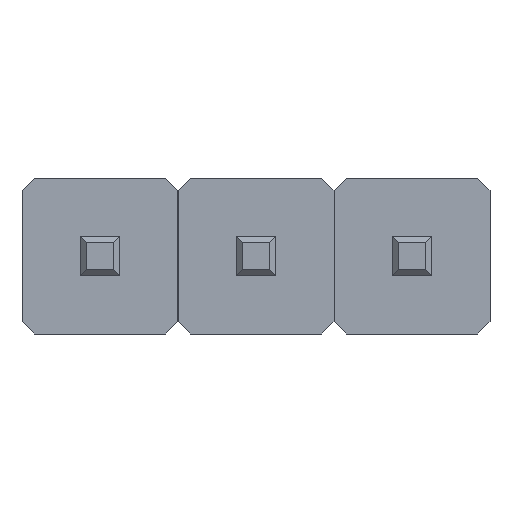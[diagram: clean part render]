
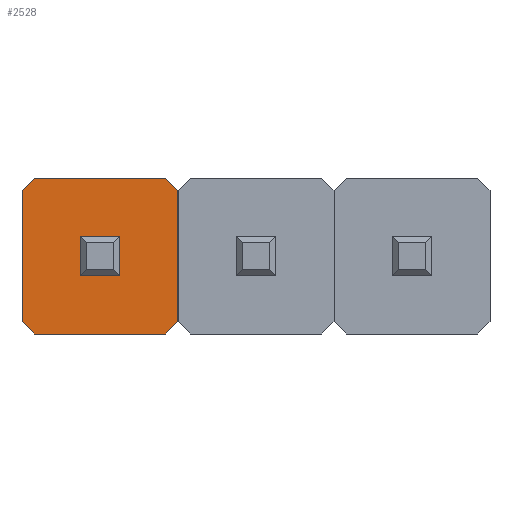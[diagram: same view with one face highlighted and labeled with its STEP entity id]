
A CAD part, front view. The second image highlights one B-rep face of the part: STEP entity #2528.
In plain terms, the highlighted planar face has unit normal (0, -1, 0).
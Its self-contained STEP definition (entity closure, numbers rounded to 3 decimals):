
#1 = ORIENTED_EDGE ( 'NONE', *, *, #316, .F. ) ;
#7 = EDGE_CURVE ( 'NONE', #2512, #706, #637, .T. ) ;
#14 = ORIENTED_EDGE ( 'NONE', *, *, #2685, .F. ) ;
#135 = PLANE ( 'NONE',  #3028 ) ;
#214 = DIRECTION ( 'NONE',  ( -1., 0., 0. ) ) ;
#238 = DIRECTION ( 'NONE',  ( 0.707, 0., -0.707 ) ) ;
#252 = EDGE_CURVE ( 'NONE', #657, #3217, #737, .T. ) ;
#267 = EDGE_CURVE ( 'NONE', #706, #2303, #1098, .T. ) ;
#313 = LINE ( 'NONE', #2229, #394 ) ;
#316 = EDGE_CURVE ( 'NONE', #2303, #2633, #2810, .T. ) ;
#348 = FACE_BOUND ( 'NONE', #615, .T. ) ;
#369 = CARTESIAN_POINT ( 'NONE',  ( 2.34, 0., -2.54 ) ) ;
#377 = CARTESIAN_POINT ( 'NONE',  ( 0., 0., 0. ) ) ;
#394 = VECTOR ( 'NONE', #1196, 1000. ) ;
#428 = ORIENTED_EDGE ( 'NONE', *, *, #2250, .F. ) ;
#492 = VECTOR ( 'NONE', #632, 1000. ) ;
#502 = EDGE_CURVE ( 'NONE', #3217, #868, #3070, .T. ) ;
#531 = EDGE_CURVE ( 'NONE', #1889, #1488, #2337, .T. ) ;
#550 = CARTESIAN_POINT ( 'NONE',  ( 2.34, 0., 0. ) ) ;
#560 = DIRECTION ( 'NONE',  ( 1., 0., 0. ) ) ;
#569 = EDGE_LOOP ( 'NONE', ( #14, #3179, #2351, #1, #1435, #1215, #1384, #428 ) ) ;
#577 = CARTESIAN_POINT ( 'NONE',  ( 0., 0., -2.34 ) ) ;
#595 = EDGE_CURVE ( 'NONE', #2553, #657, #313, .T. ) ;
#615 = EDGE_LOOP ( 'NONE', ( #1206, #3176, #2384, #1979 ) ) ;
#627 = DIRECTION ( 'NONE',  ( 0., 0., 1. ) ) ;
#632 = DIRECTION ( 'NONE',  ( 0., 0., 1. ) ) ;
#637 = LINE ( 'NONE', #2475, #3226 ) ;
#657 = VERTEX_POINT ( 'NONE', #3101 ) ;
#706 = VERTEX_POINT ( 'NONE', #3177 ) ;
#711 = DIRECTION ( 'NONE',  ( 1., 0., 0. ) ) ;
#732 = LINE ( 'NONE', #1558, #3112 ) ;
#737 = LINE ( 'NONE', #1456, #2017 ) ;
#868 = VERTEX_POINT ( 'NONE', #3129 ) ;
#957 = VECTOR ( 'NONE', #2413, 1000. ) ;
#959 = CARTESIAN_POINT ( 'NONE',  ( 2.34, 0., 0. ) ) ;
#1098 = LINE ( 'NONE', #2247, #2468 ) ;
#1120 = CARTESIAN_POINT ( 'NONE',  ( 0.95, 0., -1.59 ) ) ;
#1128 = VECTOR ( 'NONE', #1422, 1000. ) ;
#1135 = VECTOR ( 'NONE', #3079, 1000. ) ;
#1196 = DIRECTION ( 'NONE',  ( 0., 0., -1. ) ) ;
#1206 = ORIENTED_EDGE ( 'NONE', *, *, #502, .T. ) ;
#1215 = ORIENTED_EDGE ( 'NONE', *, *, #7, .F. ) ;
#1379 = EDGE_CURVE ( 'NONE', #2633, #1889, #2472, .T. ) ;
#1384 = ORIENTED_EDGE ( 'NONE', *, *, #3243, .F. ) ;
#1392 = CARTESIAN_POINT ( 'NONE',  ( 1.59, 0., -0.95 ) ) ;
#1422 = DIRECTION ( 'NONE',  ( -1., 0., 0. ) ) ;
#1435 = ORIENTED_EDGE ( 'NONE', *, *, #267, .F. ) ;
#1454 = VECTOR ( 'NONE', #238, 1000. ) ;
#1456 = CARTESIAN_POINT ( 'NONE',  ( 0.95, 0., -1.59 ) ) ;
#1488 = VERTEX_POINT ( 'NONE', #2652 ) ;
#1558 = CARTESIAN_POINT ( 'NONE',  ( 0.95, 0., -0.95 ) ) ;
#1694 = VECTOR ( 'NONE', #2921, 1000. ) ;
#1746 = CARTESIAN_POINT ( 'NONE',  ( 0.2, 0., -2.54 ) ) ;
#1850 = CARTESIAN_POINT ( 'NONE',  ( 0., 0., -2.34 ) ) ;
#1889 = VERTEX_POINT ( 'NONE', #2189 ) ;
#1893 = LINE ( 'NONE', #577, #1135 ) ;
#1979 = ORIENTED_EDGE ( 'NONE', *, *, #252, .T. ) ;
#2017 = VECTOR ( 'NONE', #214, 1000. ) ;
#2156 = DIRECTION ( 'NONE',  ( 0., 1., 0. ) ) ;
#2158 = DIRECTION ( 'NONE',  ( 0., 0., 1. ) ) ;
#2161 = CARTESIAN_POINT ( 'NONE',  ( 0., 0., -0.2 ) ) ;
#2184 = CARTESIAN_POINT ( 'NONE',  ( 2.54, 0., -0.2 ) ) ;
#2189 = CARTESIAN_POINT ( 'NONE',  ( 2.54, 0., -2.34 ) ) ;
#2229 = CARTESIAN_POINT ( 'NONE',  ( 1.59, 0., -1.59 ) ) ;
#2247 = CARTESIAN_POINT ( 'NONE',  ( 0.2, 0., 0. ) ) ;
#2250 = EDGE_CURVE ( 'NONE', #2854, #2497, #1893, .T. ) ;
#2303 = VERTEX_POINT ( 'NONE', #550 ) ;
#2337 = LINE ( 'NONE', #369, #957 ) ;
#2351 = ORIENTED_EDGE ( 'NONE', *, *, #1379, .F. ) ;
#2360 = EDGE_CURVE ( 'NONE', #868, #2553, #732, .T. ) ;
#2384 = ORIENTED_EDGE ( 'NONE', *, *, #595, .T. ) ;
#2413 = DIRECTION ( 'NONE',  ( -0.707, 0., -0.707 ) ) ;
#2439 = LINE ( 'NONE', #2161, #492 ) ;
#2441 = DIRECTION ( 'NONE',  ( 0.707, 0., 0.707 ) ) ;
#2468 = VECTOR ( 'NONE', #711, 1000. ) ;
#2472 = LINE ( 'NONE', #2184, #1694 ) ;
#2475 = CARTESIAN_POINT ( 'NONE',  ( 0., 0., -0.2 ) ) ;
#2493 = LINE ( 'NONE', #2924, #1128 ) ;
#2497 = VERTEX_POINT ( 'NONE', #1850 ) ;
#2512 = VERTEX_POINT ( 'NONE', #3133 ) ;
#2528 = ADVANCED_FACE ( 'NONE', ( #2941, #348 ), #135, .F. ) ;
#2553 = VERTEX_POINT ( 'NONE', #1392 ) ;
#2623 = CARTESIAN_POINT ( 'NONE',  ( 0.95, 0., -1.59 ) ) ;
#2633 = VERTEX_POINT ( 'NONE', #2679 ) ;
#2652 = CARTESIAN_POINT ( 'NONE',  ( 2.34, 0., -2.54 ) ) ;
#2679 = CARTESIAN_POINT ( 'NONE',  ( 2.54, 0., -0.2 ) ) ;
#2685 = EDGE_CURVE ( 'NONE', #1488, #2854, #2493, .T. ) ;
#2810 = LINE ( 'NONE', #959, #1454 ) ;
#2854 = VERTEX_POINT ( 'NONE', #1746 ) ;
#2921 = DIRECTION ( 'NONE',  ( 0., 0., -1. ) ) ;
#2924 = CARTESIAN_POINT ( 'NONE',  ( 0.2, 0., -2.54 ) ) ;
#2941 = FACE_OUTER_BOUND ( 'NONE', #569, .T. ) ;
#2979 = VECTOR ( 'NONE', #2158, 1000. ) ;
#3028 = AXIS2_PLACEMENT_3D ( 'NONE', #377, #2156, #627 ) ;
#3070 = LINE ( 'NONE', #1120, #2979 ) ;
#3079 = DIRECTION ( 'NONE',  ( -0.707, 0., 0.707 ) ) ;
#3101 = CARTESIAN_POINT ( 'NONE',  ( 1.59, 0., -1.59 ) ) ;
#3112 = VECTOR ( 'NONE', #560, 1000. ) ;
#3129 = CARTESIAN_POINT ( 'NONE',  ( 0.95, 0., -0.95 ) ) ;
#3133 = CARTESIAN_POINT ( 'NONE',  ( 0., 0., -0.2 ) ) ;
#3176 = ORIENTED_EDGE ( 'NONE', *, *, #2360, .T. ) ;
#3177 = CARTESIAN_POINT ( 'NONE',  ( 0.2, 0., 0. ) ) ;
#3179 = ORIENTED_EDGE ( 'NONE', *, *, #531, .F. ) ;
#3217 = VERTEX_POINT ( 'NONE', #2623 ) ;
#3226 = VECTOR ( 'NONE', #2441, 1000. ) ;
#3243 = EDGE_CURVE ( 'NONE', #2497, #2512, #2439, .T. ) ;
